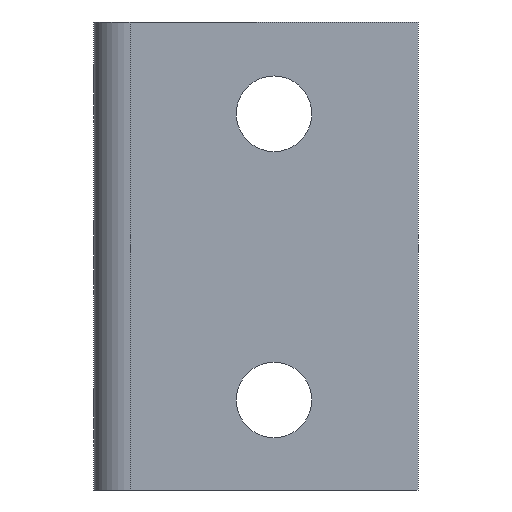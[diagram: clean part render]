
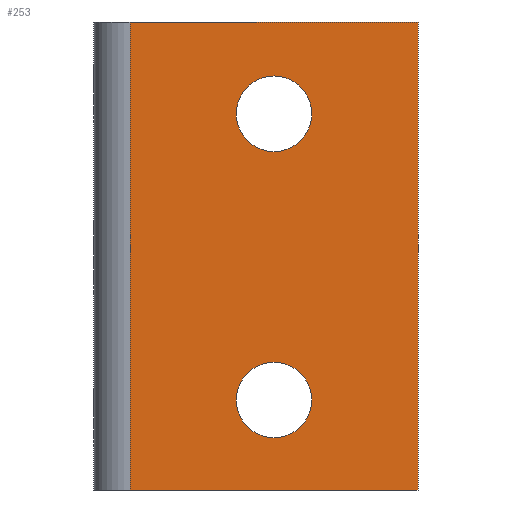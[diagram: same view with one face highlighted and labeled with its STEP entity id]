
A CAD part, front view. The second image highlights one B-rep face of the part: STEP entity #253.
In plain terms, the highlighted planar face has unit normal (0, -1, 0).
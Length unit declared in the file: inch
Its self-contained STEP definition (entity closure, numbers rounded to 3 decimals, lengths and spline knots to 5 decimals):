
#25 = CIRCLE ( 'NONE', #431, 0.21 ) ;
#27 = DIRECTION ( 'NONE',  ( 0., 0., -1. ) ) ;
#28 = FACE_BOUND ( 'NONE', #623, .T. ) ;
#44 = EDGE_CURVE ( 'NONE', #258, #280, #582, .T. ) ;
#61 = ORIENTED_EDGE ( 'NONE', *, *, #697, .T. ) ;
#73 = AXIS2_PLACEMENT_3D ( 'NONE', #663, #306, #87 ) ;
#79 = VERTEX_POINT ( 'NONE', #447 ) ;
#87 = DIRECTION ( 'NONE',  ( 0., 0., -1. ) ) ;
#107 = CARTESIAN_POINT ( 'NONE',  ( 0.98763, -0.75854, 0. ) ) ;
#109 = EDGE_LOOP ( 'NONE', ( #294, #347 ) ) ;
#124 = CARTESIAN_POINT ( 'NONE',  ( -0.61237, -0.75854, -2.6 ) ) ;
#125 = VERTEX_POINT ( 'NONE', #107 ) ;
#128 = PLANE ( 'NONE',  #549 ) ;
#129 = CIRCLE ( 'NONE', #73, 0.21 ) ;
#133 = DIRECTION ( 'NONE',  ( 0., 0., -1. ) ) ;
#135 = AXIS2_PLACEMENT_3D ( 'NONE', #701, #703, #199 ) ;
#136 = ORIENTED_EDGE ( 'NONE', *, *, #415, .F. ) ;
#137 = EDGE_CURVE ( 'NONE', #185, #79, #25, .T. ) ;
#142 = FACE_BOUND ( 'NONE', #109, .T. ) ;
#154 = CARTESIAN_POINT ( 'NONE',  ( 0.18763, -0.75854, -2.1 ) ) ;
#160 = ORIENTED_EDGE ( 'NONE', *, *, #406, .T. ) ;
#183 = DIRECTION ( 'NONE',  ( 0., -1., 0. ) ) ;
#185 = VERTEX_POINT ( 'NONE', #239 ) ;
#186 = DIRECTION ( 'NONE',  ( 0., -1., 0. ) ) ;
#199 = DIRECTION ( 'NONE',  ( 0., 0., -1. ) ) ;
#212 = VERTEX_POINT ( 'NONE', #456 ) ;
#218 = CARTESIAN_POINT ( 'NONE',  ( 0.98763, -0.75854, -2.6 ) ) ;
#236 = CARTESIAN_POINT ( 'NONE',  ( 0.98763, -0.75854, -2.6 ) ) ;
#239 = CARTESIAN_POINT ( 'NONE',  ( 0.18763, -0.75854, -0.3 ) ) ;
#247 = VECTOR ( 'NONE', #133, 39.37008 ) ;
#253 = ADVANCED_FACE ( 'NONE', ( #28, #142, #626 ), #128, .T. ) ;
#258 = VERTEX_POINT ( 'NONE', #124 ) ;
#271 = VECTOR ( 'NONE', #470, 39.37008 ) ;
#277 = CARTESIAN_POINT ( 'NONE',  ( 0., -0.75854, -2.6 ) ) ;
#280 = VERTEX_POINT ( 'NONE', #236 ) ;
#293 = DIRECTION ( 'NONE',  ( 0., 0., -1. ) ) ;
#294 = ORIENTED_EDGE ( 'NONE', *, *, #382, .F. ) ;
#297 = CARTESIAN_POINT ( 'NONE',  ( 0., -0.75854, 0. ) ) ;
#306 = DIRECTION ( 'NONE',  ( 0., -1., 0. ) ) ;
#308 = CARTESIAN_POINT ( 'NONE',  ( 0.18763, -0.75854, -2.31 ) ) ;
#337 = CIRCLE ( 'NONE', #135, 0.21 ) ;
#347 = ORIENTED_EDGE ( 'NONE', *, *, #137, .F. ) ;
#367 = CARTESIAN_POINT ( 'NONE',  ( -0.61237, -0.75854, 0. ) ) ;
#382 = EDGE_CURVE ( 'NONE', #79, #185, #337, .T. ) ;
#393 = EDGE_CURVE ( 'NONE', #707, #125, #400, .T. ) ;
#400 = LINE ( 'NONE', #297, #271 ) ;
#401 = LINE ( 'NONE', #650, #247 ) ;
#406 = EDGE_CURVE ( 'NONE', #707, #258, #401, .T. ) ;
#415 = EDGE_CURVE ( 'NONE', #212, #428, #129, .T. ) ;
#418 = CIRCLE ( 'NONE', #490, 0.21 ) ;
#421 = VECTOR ( 'NONE', #503, 39.37008 ) ;
#428 = VERTEX_POINT ( 'NONE', #308 ) ;
#431 = AXIS2_PLACEMENT_3D ( 'NONE', #513, #183, #27 ) ;
#440 = ORIENTED_EDGE ( 'NONE', *, *, #393, .F. ) ;
#447 = CARTESIAN_POINT ( 'NONE',  ( 0.18763, -0.75854, -0.72 ) ) ;
#456 = CARTESIAN_POINT ( 'NONE',  ( 0.18763, -0.75854, -1.89 ) ) ;
#470 = DIRECTION ( 'NONE',  ( 1., 0., 0. ) ) ;
#486 = ORIENTED_EDGE ( 'NONE', *, *, #612, .F. ) ;
#489 = LINE ( 'NONE', #218, #684 ) ;
#490 = AXIS2_PLACEMENT_3D ( 'NONE', #154, #544, #611 ) ;
#503 = DIRECTION ( 'NONE',  ( 1., 0., 0. ) ) ;
#508 = EDGE_LOOP ( 'NONE', ( #440, #160, #523, #61 ) ) ;
#513 = CARTESIAN_POINT ( 'NONE',  ( 0.18763, -0.75854, -0.51 ) ) ;
#518 = CARTESIAN_POINT ( 'NONE',  ( 0., -0.75854, -2.6 ) ) ;
#523 = ORIENTED_EDGE ( 'NONE', *, *, #44, .T. ) ;
#544 = DIRECTION ( 'NONE',  ( 0., -1., 0. ) ) ;
#549 = AXIS2_PLACEMENT_3D ( 'NONE', #518, #186, #293 ) ;
#582 = LINE ( 'NONE', #277, #421 ) ;
#611 = DIRECTION ( 'NONE',  ( 0., 0., -1. ) ) ;
#612 = EDGE_CURVE ( 'NONE', #428, #212, #418, .T. ) ;
#613 = DIRECTION ( 'NONE',  ( 0., 0., 1. ) ) ;
#623 = EDGE_LOOP ( 'NONE', ( #486, #136 ) ) ;
#626 = FACE_OUTER_BOUND ( 'NONE', #508, .T. ) ;
#650 = CARTESIAN_POINT ( 'NONE',  ( -0.61237, -0.75854, -2.6 ) ) ;
#663 = CARTESIAN_POINT ( 'NONE',  ( 0.18763, -0.75854, -2.1 ) ) ;
#684 = VECTOR ( 'NONE', #613, 39.37008 ) ;
#697 = EDGE_CURVE ( 'NONE', #280, #125, #489, .T. ) ;
#701 = CARTESIAN_POINT ( 'NONE',  ( 0.18763, -0.75854, -0.51 ) ) ;
#703 = DIRECTION ( 'NONE',  ( 0., -1., 0. ) ) ;
#707 = VERTEX_POINT ( 'NONE', #367 ) ;
